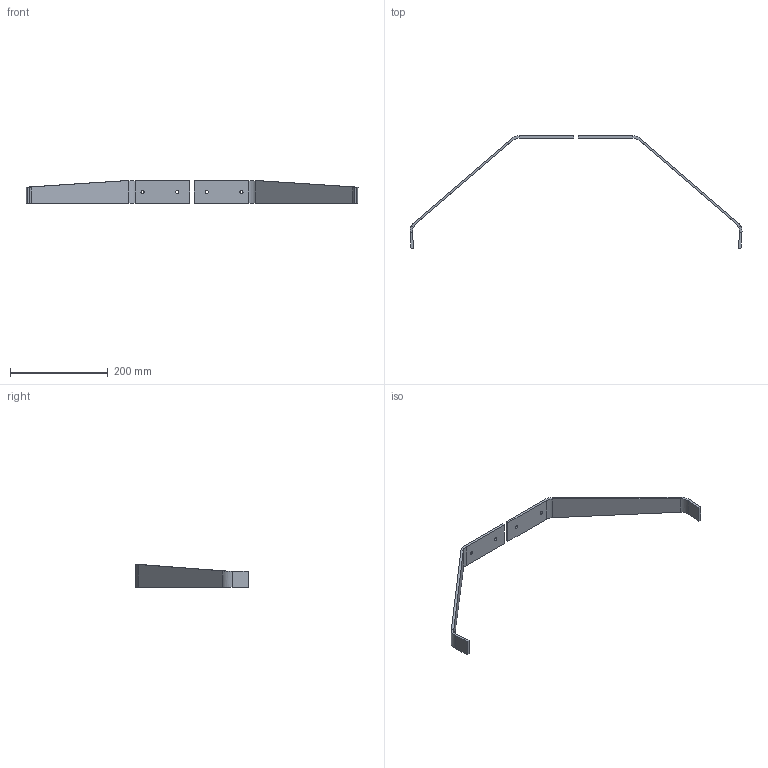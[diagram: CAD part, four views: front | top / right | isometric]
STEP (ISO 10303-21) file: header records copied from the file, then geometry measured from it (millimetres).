
FILE_DESCRIPTION (( 'STEP AP214' ), '1' );
FILE_NAME ('Train principal.STEP', '2018-01-26T16:48:40', ( '' ), ( '' ), 'SwSTEP 2.0', 'SolidWorks 2017', '' );
FILE_SCHEMA (( 'AUTOMOTIVE_DESIGN' ));
Length unit declared in the file: centimetre
Products named in the file (1): Train principal
Bounding box: 678.44 x 230 x 47 mm (x, y, z)
Volume: 182639.6 mm3; surface area: 83108.1 mm2
Topology: 2 solids, 2 shells, 54 faces, 118 edges, 68 vertices
Faces by surface type: plane 34, cylinder 16, bspline 4
Entity records: 1569 total; most frequent: CARTESIAN_POINT 345, DIRECTION 240, ORIENTED_EDGE 236, EDGE_CURVE 118, LINE 82, VECTOR 82, AXIS2_PLACEMENT_3D 79, VERTEX_POINT 68
